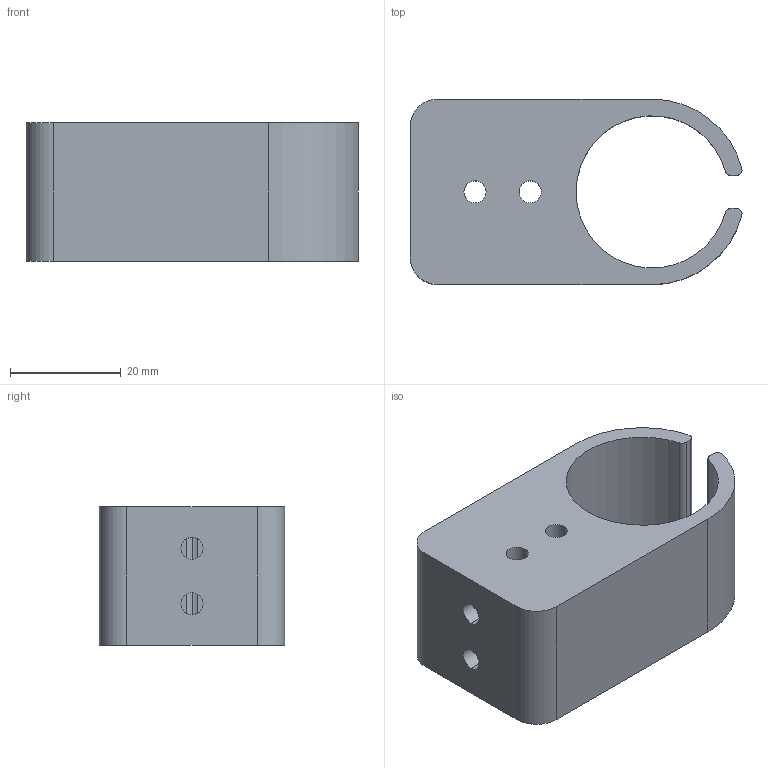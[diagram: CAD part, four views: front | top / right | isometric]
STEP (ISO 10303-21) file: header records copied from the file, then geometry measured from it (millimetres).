
FILE_DESCRIPTION (( 'STEP AP214' ), '1' );
FILE_NAME ('Support_Sensor.STEP', '2024-09-03T22:00:05', ( '' ), ( '' ), 'SwSTEP 2.0', 'SolidWorks 2024', '' );
FILE_SCHEMA (( 'AUTOMOTIVE_DESIGN' ));
Length unit declared in the file: millimetre
Products named in the file (1): Support_Sensor
Bounding box: 59.98 x 33.5 x 25 mm (x, y, z)
Volume: 31187.2 mm3; surface area: 9560.1 mm2
Topology: 1 solids, 1 shells, 29 faces, 83 edges, 54 vertices
Faces by surface type: cylinder 18, plane 11
Entity records: 1000 total; most frequent: CARTESIAN_POINT 191, DIRECTION 171, ORIENTED_EDGE 166, EDGE_CURVE 83, AXIS2_PLACEMENT_3D 66, VERTEX_POINT 54, VECTOR 39, LINE 39
